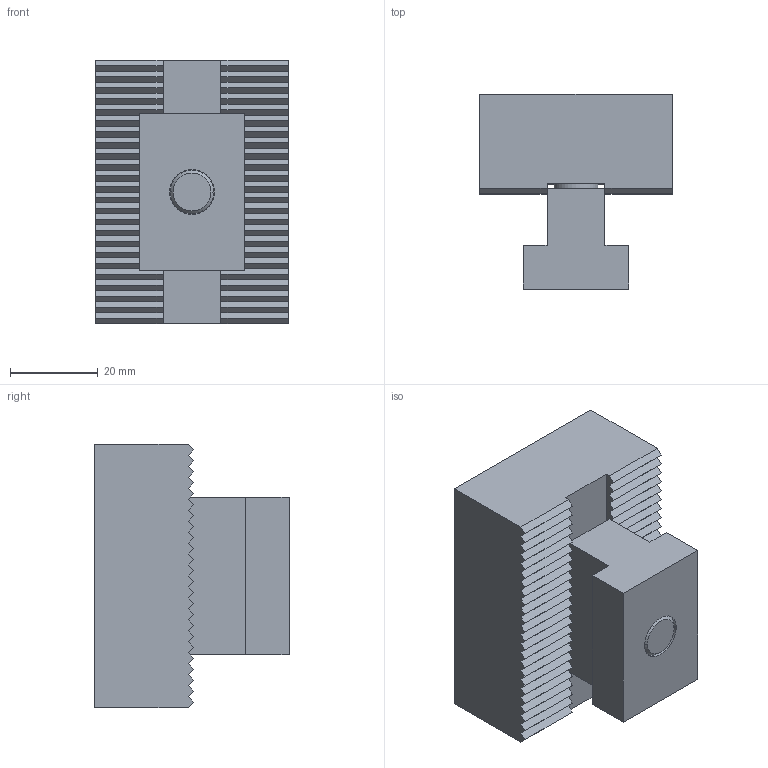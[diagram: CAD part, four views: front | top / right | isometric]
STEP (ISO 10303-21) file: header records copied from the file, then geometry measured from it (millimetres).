
FILE_DESCRIPTION(('STEP AP214'),'1');
FILE_NAME('HALDERV_EH_1586_050.stp','2017-08-30T11:17:46',('TraceParts'),('TraceParts S.A.'),'Spatial InterOp 3D',' ',' ');
FILE_SCHEMA(('automotive_design'));
Length unit declared in the file: millimetre
Products named in the file (3): HALDERV_EH_1586_050_1; HALDERV_EH_1586_050_2; HALDERV_EH_1586_050_3
Bounding box: 44 x 44.5 x 60 mm (x, y, z)
Volume: 71170 mm3; surface area: 18288.2 mm2
Topology: 3 solids, 3 shells, 139 faces, 389 edges, 259 vertices
Faces by surface type: plane 125, cylinder 10, torus 2, cone 2
Entity records: 5570 total; most frequent: CARTESIAN_POINT 790, ORIENTED_EDGE 778, DIRECTION 702, EDGE_CURVE 389, LINE 360, VECTOR 360, VERTEX_POINT 259, AXIS2_PLACEMENT_3D 171
